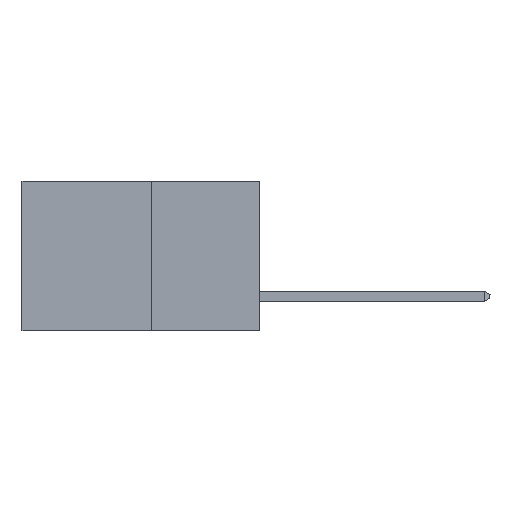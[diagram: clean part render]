
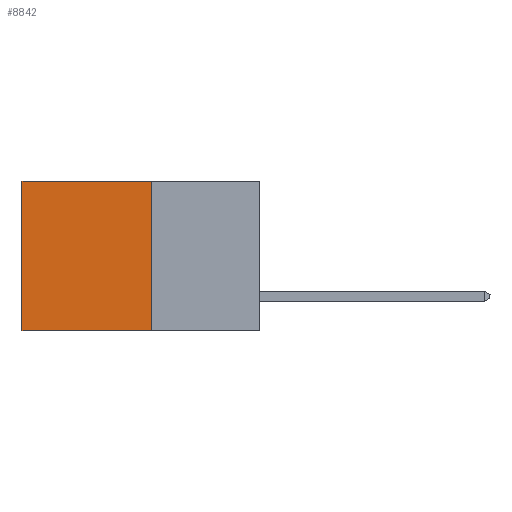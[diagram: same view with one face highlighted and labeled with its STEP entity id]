
A CAD part, left-side view. The second image highlights one B-rep face of the part: STEP entity #8842.
In plain terms, the highlighted planar face has unit normal (-1, 0, 0).
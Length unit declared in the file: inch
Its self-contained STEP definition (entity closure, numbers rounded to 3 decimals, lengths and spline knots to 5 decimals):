
#95 = EDGE_CURVE ( 'NONE', #2934, #1843, #2606, .T. ) ;
#273 = DIRECTION ( 'NONE',  ( 1., 0., 0. ) ) ;
#631 = CARTESIAN_POINT ( 'NONE',  ( 0.277, 0.27, 0. ) ) ;
#702 = ORIENTED_EDGE ( 'NONE', *, *, #4946, .F. ) ;
#850 = CARTESIAN_POINT ( 'NONE',  ( 0.277, 0.59, -0.37 ) ) ;
#1160 = EDGE_CURVE ( 'NONE', #3090, #6691, #8618, .T. ) ;
#1173 = EDGE_LOOP ( 'NONE', ( #8837, #7257, #702, #6299 ) ) ;
#1698 = VECTOR ( 'NONE', #7774, 39.37008 ) ;
#1843 = VERTEX_POINT ( 'NONE', #4383 ) ;
#2606 = LINE ( 'NONE', #631, #7901 ) ;
#2934 = VERTEX_POINT ( 'NONE', #6995 ) ;
#2954 = FACE_OUTER_BOUND ( 'NONE', #1173, .T. ) ;
#2983 = LINE ( 'NONE', #4601, #8248 ) ;
#3090 = VERTEX_POINT ( 'NONE', #7335 ) ;
#3131 = VECTOR ( 'NONE', #7261, 39.37008 ) ;
#3219 = EDGE_CURVE ( 'NONE', #1843, #6691, #2983, .T. ) ;
#3810 = LINE ( 'NONE', #7857, #1698 ) ;
#4383 = CARTESIAN_POINT ( 'NONE',  ( 0.277, 0.59, 0. ) ) ;
#4521 = PLANE ( 'NONE',  #7600 ) ;
#4601 = CARTESIAN_POINT ( 'NONE',  ( 0.277, 0.59, -0.37 ) ) ;
#4805 = DIRECTION ( 'NONE',  ( 0., 0., -1. ) ) ;
#4946 = EDGE_CURVE ( 'NONE', #2934, #3090, #3810, .T. ) ;
#5194 = CARTESIAN_POINT ( 'NONE',  ( 0.277, 0.27, -0.37 ) ) ;
#5214 = DIRECTION ( 'NONE',  ( 0., 0., -1. ) ) ;
#6299 = ORIENTED_EDGE ( 'NONE', *, *, #95, .T. ) ;
#6691 = VERTEX_POINT ( 'NONE', #850 ) ;
#6995 = CARTESIAN_POINT ( 'NONE',  ( 0.277, 0.27, 0. ) ) ;
#7257 = ORIENTED_EDGE ( 'NONE', *, *, #1160, .F. ) ;
#7261 = DIRECTION ( 'NONE',  ( 0., 1., 0. ) ) ;
#7335 = CARTESIAN_POINT ( 'NONE',  ( 0.277, 0.27, -0.37 ) ) ;
#7600 = AXIS2_PLACEMENT_3D ( 'NONE', #5194, #273, #5214 ) ;
#7774 = DIRECTION ( 'NONE',  ( 0., 0., -1. ) ) ;
#7857 = CARTESIAN_POINT ( 'NONE',  ( 0.277, 0.27, -0.37 ) ) ;
#7901 = VECTOR ( 'NONE', #8238, 39.37008 ) ;
#7962 = CARTESIAN_POINT ( 'NONE',  ( 0.277, 0.27, -0.37 ) ) ;
#8238 = DIRECTION ( 'NONE',  ( 0., 1., 0. ) ) ;
#8248 = VECTOR ( 'NONE', #4805, 39.37008 ) ;
#8618 = LINE ( 'NONE', #7962, #3131 ) ;
#8837 = ORIENTED_EDGE ( 'NONE', *, *, #3219, .T. ) ;
#8842 = ADVANCED_FACE ( 'NONE', ( #2954 ), #4521, .F. ) ;
